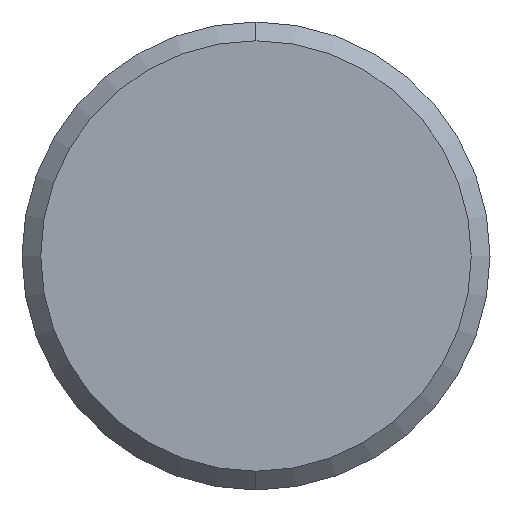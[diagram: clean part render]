
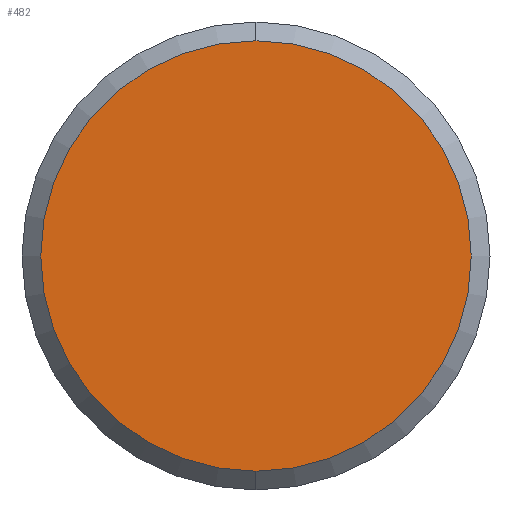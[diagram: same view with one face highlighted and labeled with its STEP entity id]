
A CAD part, left-side view. The second image highlights one B-rep face of the part: STEP entity #482.
In plain terms, the highlighted planar face has unit normal (-1, 0, 0).
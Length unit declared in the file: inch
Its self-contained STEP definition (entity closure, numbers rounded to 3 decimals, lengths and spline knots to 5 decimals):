
#28 = CARTESIAN_POINT ( 'NONE',  ( 0., 0., 0. ) ) ;
#35 = ORIENTED_EDGE ( 'NONE', *, *, #50, .T. ) ;
#48 = DIRECTION ( 'NONE',  ( 0., 0., -1. ) ) ;
#50 = EDGE_CURVE ( 'NONE', #201, #321, #278, .T. ) ;
#83 = CARTESIAN_POINT ( 'NONE',  ( 0., 0., 0. ) ) ;
#98 = CARTESIAN_POINT ( 'NONE',  ( 0., 0., 0. ) ) ;
#138 = AXIS2_PLACEMENT_3D ( 'NONE', #83, #186, #480 ) ;
#140 = EDGE_CURVE ( 'NONE', #321, #201, #449, .T. ) ;
#159 = DIRECTION ( 'NONE',  ( 0., 0., -1. ) ) ;
#165 = EDGE_LOOP ( 'NONE', ( #35, #396 ) ) ;
#185 = DIRECTION ( 'NONE',  ( -1., 0., 0. ) ) ;
#186 = DIRECTION ( 'NONE',  ( -1., 0., 0. ) ) ;
#201 = VERTEX_POINT ( 'NONE', #450 ) ;
#246 = AXIS2_PLACEMENT_3D ( 'NONE', #28, #389, #159 ) ;
#278 = CIRCLE ( 'NONE', #138, 0.17235 ) ;
#304 = PLANE ( 'NONE',  #246 ) ;
#321 = VERTEX_POINT ( 'NONE', #456 ) ;
#332 = AXIS2_PLACEMENT_3D ( 'NONE', #98, #185, #48 ) ;
#389 = DIRECTION ( 'NONE',  ( 1., 0., 0. ) ) ;
#396 = ORIENTED_EDGE ( 'NONE', *, *, #140, .T. ) ;
#424 = FACE_OUTER_BOUND ( 'NONE', #165, .T. ) ;
#449 = CIRCLE ( 'NONE', #332, 0.17235 ) ;
#450 = CARTESIAN_POINT ( 'NONE',  ( 0., 0., -0.17235 ) ) ;
#456 = CARTESIAN_POINT ( 'NONE',  ( 0., 0., 0.17235 ) ) ;
#480 = DIRECTION ( 'NONE',  ( 0., 0., -1. ) ) ;
#482 = ADVANCED_FACE ( 'NONE', ( #424 ), #304, .F. ) ;
